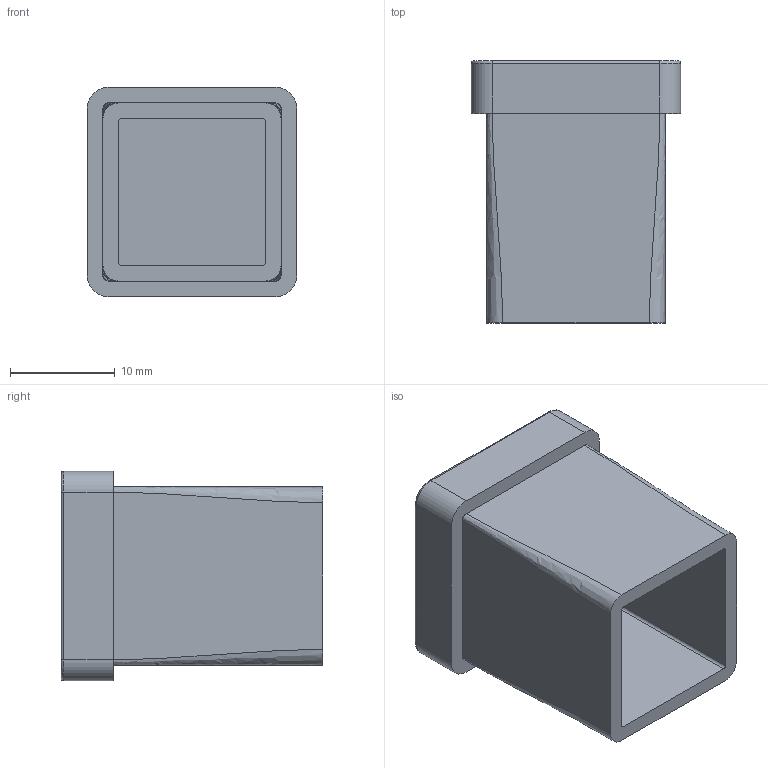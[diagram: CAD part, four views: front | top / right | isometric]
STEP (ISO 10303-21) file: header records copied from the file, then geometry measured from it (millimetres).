
FILE_DESCRIPTION (( 'STEP AP203' ), '1' );
FILE_NAME ('3D_GV1784_20x20x1.5_188712100.STEP', '2024-10-19T07:27:44', ( '' ), ( '' ), 'SwSTEP 2.0', 'SolidWorks 2024', '' );
FILE_SCHEMA (( 'CONFIG_CONTROL_DESIGN' ));
Length unit declared in the file: millimetre
Products named in the file (1): 3D_GV1784_20x20x1.5_188712100
Bounding box: 20 x 25 x 20 mm (x, y, z)
Volume: 3823.6 mm3; surface area: 3603.1 mm2
Topology: 1 solids, 1 shells, 36 faces, 88 edges, 56 vertices
Faces by surface type: plane 16, cylinder 12, torus 4, bspline 4
Entity records: 1233 total; most frequent: CARTESIAN_POINT 337, ORIENTED_EDGE 176, DIRECTION 166, EDGE_CURVE 88, AXIS2_PLACEMENT_3D 61, VERTEX_POINT 56, VECTOR 44, LINE 44
